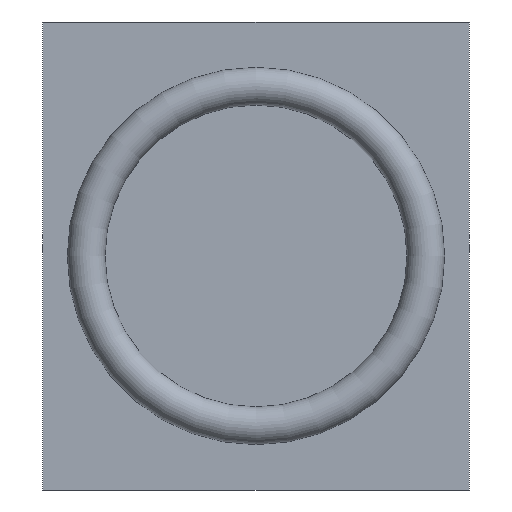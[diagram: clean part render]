
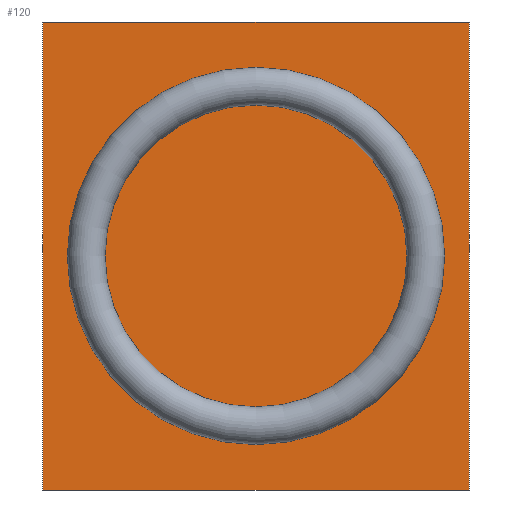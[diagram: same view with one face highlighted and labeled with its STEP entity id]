
A CAD part, front view. The second image highlights one B-rep face of the part: STEP entity #120.
In plain terms, the highlighted planar face has unit normal (0, -1, 0).
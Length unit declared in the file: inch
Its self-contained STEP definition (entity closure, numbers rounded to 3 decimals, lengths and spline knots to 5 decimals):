
#25=FACE_OUTER_BOUND('',#32,.T.);
#32=EDGE_LOOP('',(#101,#102,#103,#104));
#34=LINE('',#182,#46);
#38=LINE('',#190,#50);
#41=LINE('',#196,#53);
#44=LINE('',#201,#56);
#46=VECTOR('',#150,0.3937);
#50=VECTOR('',#156,0.3937);
#53=VECTOR('',#161,0.3937);
#56=VECTOR('',#166,0.3937);
#58=VERTEX_POINT('',#180);
#59=VERTEX_POINT('',#181);
#62=VERTEX_POINT('',#189);
#64=VERTEX_POINT('',#195);
#67=EDGE_CURVE('',#58,#59,#34,.T.);
#71=EDGE_CURVE('',#59,#62,#38,.T.);
#74=EDGE_CURVE('',#62,#64,#41,.T.);
#77=EDGE_CURVE('',#64,#58,#44,.T.);
#101=ORIENTED_EDGE('',*,*,#77,.T.);
#102=ORIENTED_EDGE('',*,*,#67,.T.);
#103=ORIENTED_EDGE('',*,*,#71,.T.);
#104=ORIENTED_EDGE('',*,*,#74,.T.);
#114=PLANE('',#142);
#120=ADVANCED_FACE('',(#25),#114,.F.);
#142=AXIS2_PLACEMENT_3D('',#204,#170,#171);
#150=DIRECTION('',(0.,0.,-1.));
#156=DIRECTION('',(1.,0.,0.));
#161=DIRECTION('',(0.,0.,1.));
#166=DIRECTION('',(-1.,0.,0.));
#170=DIRECTION('center_axis',(0.,1.,0.));
#171=DIRECTION('ref_axis',(1.,0.,0.));
#180=CARTESIAN_POINT('',(0.,0.,1.24));
#181=CARTESIAN_POINT('',(0.,0.,0.));
#182=CARTESIAN_POINT('',(0.,0.,1.24));
#189=CARTESIAN_POINT('',(1.13,0.,0.));
#190=CARTESIAN_POINT('',(0.,0.,0.));
#195=CARTESIAN_POINT('',(1.13,0.,1.24));
#196=CARTESIAN_POINT('',(1.13,0.,0.));
#201=CARTESIAN_POINT('',(1.13,0.,1.24));
#204=CARTESIAN_POINT('Origin',(0.565,0.,0.62));
